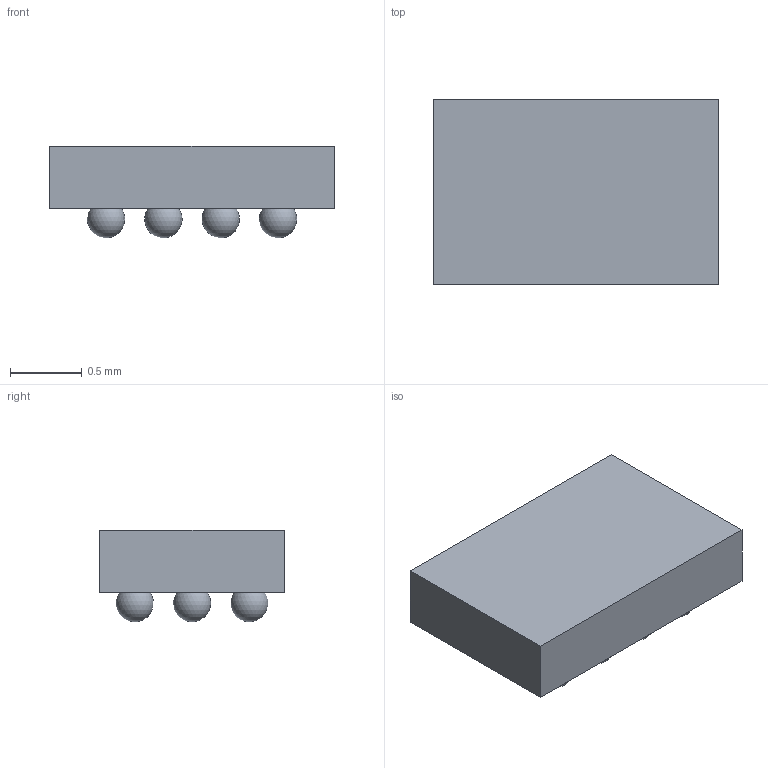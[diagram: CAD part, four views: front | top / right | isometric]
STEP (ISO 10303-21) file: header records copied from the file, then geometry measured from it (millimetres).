
FILE_DESCRIPTION(/* description */ ('Unknown'),/* implementation_level */ '2;1');
FILE_NAME(/* name */ 'W-WLB2013-12',/* time_stamp */ '2021-07-01T17:06:48+08:00',/* author */ ('Unknown'),/* organization */ ('Unknown'),/* preprocessor_version */ 'ST-DEVELOPER v16.7',/* originating_system */ 'DEX',/* authorisation */ $);
FILE_SCHEMA (('AUTOMOTIVE_DESIGN {1 0 10303 214 3 1 1}'));
Length unit declared in the file: millimetre
Products named in the file (3): W-WLB2013-12; Bump; MOLD
Assembly tree (2 placements, depth 2):
  W-WLB2013-12
    Bump
    MOLD
Bounding box: 1.99 x 1.29 x 0.64 mm (x, y, z)
Volume: 1.2 mm3; surface area: 10.6 mm2
Topology: 13 solids, 13 shells, 18 faces, 48 edges, 32 vertices
Faces by surface type: sphere 12, plane 6
Entity records: 455 total; most frequent: DIRECTION 54, CARTESIAN_POINT 53, ORIENTED_EDGE 24, AXIS2_PLACEMENT_3D 21, VERTEX_POINT 20, FACE_BOUND 18, ADVANCED_FACE 18, CLOSED_SHELL 13
